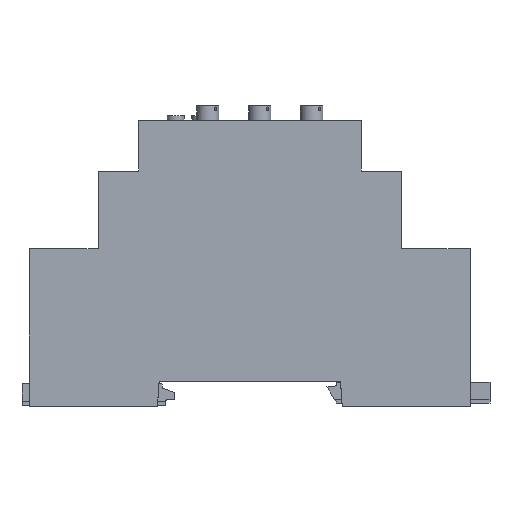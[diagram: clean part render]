
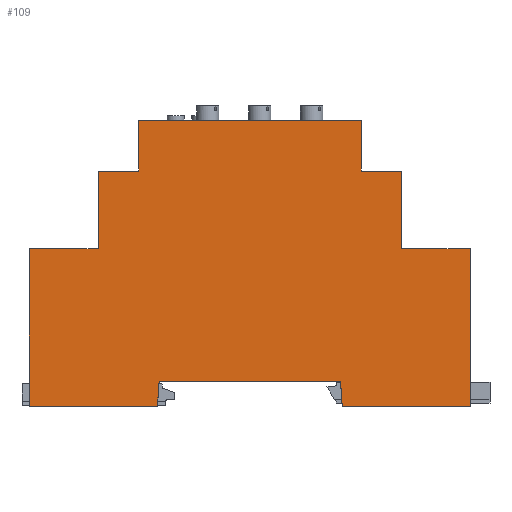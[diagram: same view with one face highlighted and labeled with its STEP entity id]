
A CAD part, left-side view. The second image highlights one B-rep face of the part: STEP entity #109.
In plain terms, the highlighted planar face has unit normal (-1, 0, 0).
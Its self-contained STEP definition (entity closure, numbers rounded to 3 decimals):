
#109=ADVANCED_FACE('',(#4500),#4502,.T.);
#4500=FACE_BOUND('',#4501,.T.);
#4501=EDGE_LOOP('',(#8652,#8653,#8654,#8655,#8656,#8657,#8658,#8659,#8660,#8661,
#8662,#8663,#8664,#8665,#8666,#8667));
#4502=PLANE('',#4503);
#4503=AXIS2_PLACEMENT_3D('',#4504,#4505,#4506);
#4504=CARTESIAN_POINT('',(-17.5,0.,0.));
#4505=DIRECTION('',(-1.,0.,0.));
#4506=DIRECTION('',(0.,0.,-1.));
#8652=ORIENTED_EDGE('',*,*,#11857,.T.);
#8653=ORIENTED_EDGE('',*,*,#11871,.T.);
#8654=ORIENTED_EDGE('',*,*,#11872,.T.);
#8655=ORIENTED_EDGE('',*,*,#11873,.T.);
#8656=ORIENTED_EDGE('',*,*,#11874,.T.);
#8657=ORIENTED_EDGE('',*,*,#11875,.T.);
#8658=ORIENTED_EDGE('',*,*,#11876,.T.);
#8659=ORIENTED_EDGE('',*,*,#11877,.T.);
#8660=ORIENTED_EDGE('',*,*,#11878,.T.);
#8661=ORIENTED_EDGE('',*,*,#11879,.T.);
#8662=ORIENTED_EDGE('',*,*,#11880,.T.);
#8663=ORIENTED_EDGE('',*,*,#11881,.T.);
#8664=ORIENTED_EDGE('',*,*,#11882,.T.);
#8665=ORIENTED_EDGE('',*,*,#11883,.T.);
#8666=ORIENTED_EDGE('',*,*,#11839,.T.);
#8667=ORIENTED_EDGE('',*,*,#11837,.T.);
#11837=EDGE_CURVE('',#13553,#13557,#13559,.T.);
#11839=EDGE_CURVE('',#13562,#13553,#13563,.T.);
#11857=EDGE_CURVE('',#13557,#13595,#13597,.T.);
#11871=EDGE_CURVE('',#13595,#13623,#13624,.T.);
#11872=EDGE_CURVE('',#13623,#13625,#13626,.T.);
#11873=EDGE_CURVE('',#13625,#13627,#13628,.T.);
#11874=EDGE_CURVE('',#13627,#13629,#13630,.T.);
#11875=EDGE_CURVE('',#13629,#13631,#13632,.T.);
#11876=EDGE_CURVE('',#13631,#13633,#13634,.T.);
#11877=EDGE_CURVE('',#13633,#13635,#13636,.T.);
#11878=EDGE_CURVE('',#13635,#13637,#13638,.T.);
#11879=EDGE_CURVE('',#13637,#13639,#13640,.T.);
#11880=EDGE_CURVE('',#13639,#13641,#13642,.T.);
#11881=EDGE_CURVE('',#13641,#13643,#13644,.T.);
#11882=EDGE_CURVE('',#13643,#13645,#13646,.T.);
#11883=EDGE_CURVE('',#13645,#13562,#13647,.T.);
#13553=VERTEX_POINT('',#15999);
#13557=VERTEX_POINT('',#16007);
#13559=LINE('',#16011,#16012);
#13562=VERTEX_POINT('',#16018);
#13563=LINE('',#16019,#16020);
#13595=VERTEX_POINT('',#16085);
#13597=LINE('',#16089,#16090);
#13623=VERTEX_POINT('',#16145);
#13624=LINE('',#16146,#16147);
#13625=VERTEX_POINT('',#16149);
#13626=LINE('',#16150,#16151);
#13627=VERTEX_POINT('',#16153);
#13628=LINE('',#16154,#16155);
#13629=VERTEX_POINT('',#16157);
#13630=LINE('',#16158,#16159);
#13631=VERTEX_POINT('',#16161);
#13632=LINE('',#16162,#16163);
#13633=VERTEX_POINT('',#16165);
#13634=LINE('',#16166,#16167);
#13635=VERTEX_POINT('',#16169);
#13636=LINE('',#16170,#16171);
#13637=VERTEX_POINT('',#16173);
#13638=LINE('',#16174,#16175);
#13639=VERTEX_POINT('',#16177);
#13640=LINE('',#16178,#16179);
#13641=VERTEX_POINT('',#16181);
#13642=LINE('',#16182,#16183);
#13643=VERTEX_POINT('',#16185);
#13644=LINE('',#16186,#16187);
#13645=VERTEX_POINT('',#16189);
#13646=LINE('',#16190,#16191);
#13647=LINE('',#16193,#16194);
#15999=CARTESIAN_POINT('',(-17.5,30.7,26.878));
#16007=CARTESIAN_POINT('',(-17.5,44.6,26.878));
#16011=CARTESIAN_POINT('',(-17.5,30.7,26.878));
#16012=VECTOR('',#16013,1.);
#16013=DIRECTION('',(0.,1.,0.));
#16018=CARTESIAN_POINT('',(-17.5,30.7,42.606));
#16019=CARTESIAN_POINT('',(-17.5,30.7,42.606));
#16020=VECTOR('',#16021,1.);
#16021=DIRECTION('',(0.,0.,-1.));
#16085=CARTESIAN_POINT('',(-17.5,44.6,-4.987));
#16089=CARTESIAN_POINT('',(-17.5,44.6,26.878));
#16090=VECTOR('',#16091,1.);
#16091=DIRECTION('',(0.,0.,-1.));
#16145=CARTESIAN_POINT('',(-17.5,18.7,-4.987));
#16146=CARTESIAN_POINT('',(-17.5,44.6,-4.987));
#16147=VECTOR('',#16148,1.);
#16148=DIRECTION('',(0.,-1.,0.));
#16149=CARTESIAN_POINT('',(-17.5,18.351,0.));
#16150=CARTESIAN_POINT('',(-17.5,18.7,-4.987));
#16151=VECTOR('',#16152,1.);
#16152=DIRECTION('',(0.,-0.07,0.998));
#16153=CARTESIAN_POINT('',(-17.5,-18.351,0.));
#16154=CARTESIAN_POINT('',(-17.5,18.351,0.));
#16155=VECTOR('',#16156,1.);
#16156=DIRECTION('',(0.,-1.,0.));
#16157=CARTESIAN_POINT('',(-17.5,-18.7,-4.987));
#16158=CARTESIAN_POINT('',(-17.5,-18.351,0.));
#16159=VECTOR('',#16160,1.);
#16160=DIRECTION('',(0.,-0.07,-0.998));
#16161=CARTESIAN_POINT('',(-17.5,-44.6,-4.987));
#16162=CARTESIAN_POINT('',(-17.5,-18.7,-4.987));
#16163=VECTOR('',#16164,1.);
#16164=DIRECTION('',(0.,-1.,0.));
#16165=CARTESIAN_POINT('',(-17.5,-44.6,26.878));
#16166=CARTESIAN_POINT('',(-17.5,-44.6,-4.987));
#16167=VECTOR('',#16168,1.);
#16168=DIRECTION('',(0.,0.,1.));
#16169=CARTESIAN_POINT('',(-17.5,-30.7,26.878));
#16170=CARTESIAN_POINT('',(-17.5,-44.6,26.878));
#16171=VECTOR('',#16172,1.);
#16172=DIRECTION('',(0.,1.,0.));
#16173=CARTESIAN_POINT('',(-17.5,-30.7,42.606));
#16174=CARTESIAN_POINT('',(-17.5,-30.7,26.878));
#16175=VECTOR('',#16176,1.);
#16176=DIRECTION('',(0.,0.,1.));
#16177=CARTESIAN_POINT('',(-17.5,-22.5,42.606));
#16178=CARTESIAN_POINT('',(-17.5,-30.7,42.606));
#16179=VECTOR('',#16180,1.);
#16180=DIRECTION('',(0.,1.,0.));
#16181=CARTESIAN_POINT('',(-17.5,-22.5,52.804));
#16182=CARTESIAN_POINT('',(-17.5,-22.5,42.606));
#16183=VECTOR('',#16184,1.);
#16184=DIRECTION('',(0.,0.,1.));
#16185=CARTESIAN_POINT('',(-17.5,22.5,52.804));
#16186=CARTESIAN_POINT('',(-17.5,-22.5,52.804));
#16187=VECTOR('',#16188,1.);
#16188=DIRECTION('',(0.,1.,0.));
#16189=CARTESIAN_POINT('',(-17.5,22.5,42.606));
#16190=CARTESIAN_POINT('',(-17.5,22.5,52.804));
#16191=VECTOR('',#16192,1.);
#16192=DIRECTION('',(0.,0.,-1.));
#16193=CARTESIAN_POINT('',(-17.5,22.5,42.606));
#16194=VECTOR('',#16195,1.);
#16195=DIRECTION('',(0.,1.,0.));
